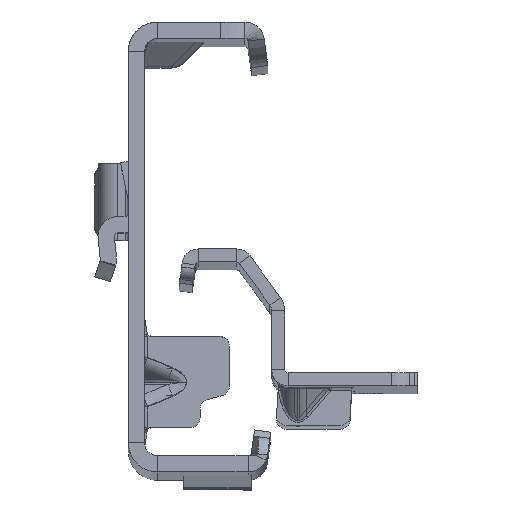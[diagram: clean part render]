
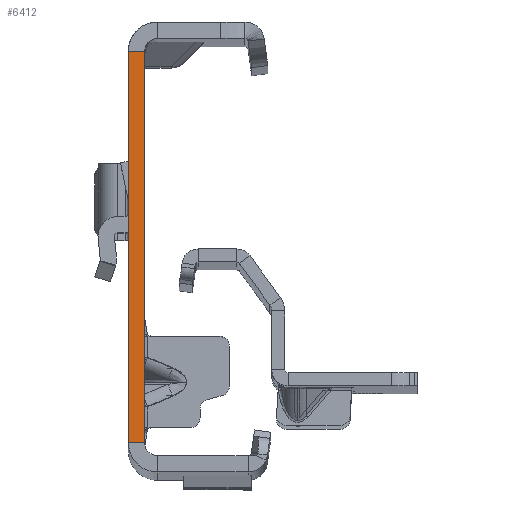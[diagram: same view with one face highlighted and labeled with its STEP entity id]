
A CAD part, top view. The second image highlights one B-rep face of the part: STEP entity #6412.
In plain terms, the highlighted planar face has unit normal (0, 0, 1).
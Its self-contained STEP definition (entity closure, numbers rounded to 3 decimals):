
#95 = DIRECTION ( 'NONE',  ( 1., 0., 0. ) ) ;
#975 = LINE ( 'NONE', #16313, #2483 ) ;
#1155 = ORIENTED_EDGE ( 'NONE', *, *, #6169, .F. ) ;
#1564 = CARTESIAN_POINT ( 'NONE',  ( -2.5, -32., 0. ) ) ;
#1799 = VERTEX_POINT ( 'NONE', #3755 ) ;
#2483 = VECTOR ( 'NONE', #10658, 1000. ) ;
#3617 = VERTEX_POINT ( 'NONE', #8655 ) ;
#3755 = CARTESIAN_POINT ( 'NONE',  ( 0., 30., 0. ) ) ;
#4002 = ORIENTED_EDGE ( 'NONE', *, *, #8169, .T. ) ;
#4015 = DIRECTION ( 'NONE',  ( -1., 0., 0. ) ) ;
#4031 = ORIENTED_EDGE ( 'NONE', *, *, #9299, .T. ) ;
#4914 = VECTOR ( 'NONE', #9578, 1000. ) ;
#6169 = EDGE_CURVE ( 'NONE', #1799, #15647, #975, .T. ) ;
#6341 = VERTEX_POINT ( 'NONE', #17990 ) ;
#6412 = ADVANCED_FACE ( 'NONE', ( #11809 ), #6958, .T. ) ;
#6958 = PLANE ( 'NONE',  #10932 ) ;
#8169 = EDGE_CURVE ( 'NONE', #1799, #3617, #17860, .T. ) ;
#8655 = CARTESIAN_POINT ( 'NONE',  ( -2.5, 30., 0. ) ) ;
#9299 = EDGE_CURVE ( 'NONE', #3617, #6341, #15444, .T. ) ;
#9578 = DIRECTION ( 'NONE',  ( -1., 0., 0. ) ) ;
#9601 = DIRECTION ( 'NONE',  ( 0., -1., 0. ) ) ;
#9880 = CARTESIAN_POINT ( 'NONE',  ( -2.5, -32., 0. ) ) ;
#9958 = DIRECTION ( 'NONE',  ( 0., 0., 1. ) ) ;
#9971 = ORIENTED_EDGE ( 'NONE', *, *, #13085, .F. ) ;
#10658 = DIRECTION ( 'NONE',  ( 0., -1., 0. ) ) ;
#10775 = LINE ( 'NONE', #17782, #4914 ) ;
#10932 = AXIS2_PLACEMENT_3D ( 'NONE', #9880, #9958, #95 ) ;
#11809 = FACE_OUTER_BOUND ( 'NONE', #14970, .T. ) ;
#13085 = EDGE_CURVE ( 'NONE', #15647, #6341, #10775, .T. ) ;
#13759 = CARTESIAN_POINT ( 'NONE',  ( 0., 30., 0. ) ) ;
#14970 = EDGE_LOOP ( 'NONE', ( #1155, #4002, #4031, #9971 ) ) ;
#15368 = VECTOR ( 'NONE', #4015, 1000. ) ;
#15444 = LINE ( 'NONE', #1564, #15691 ) ;
#15647 = VERTEX_POINT ( 'NONE', #15710 ) ;
#15691 = VECTOR ( 'NONE', #9601, 1000. ) ;
#15710 = CARTESIAN_POINT ( 'NONE',  ( 0., -30., 0. ) ) ;
#16313 = CARTESIAN_POINT ( 'NONE',  ( 0., -32., 0. ) ) ;
#17782 = CARTESIAN_POINT ( 'NONE',  ( 0., -30., 0. ) ) ;
#17860 = LINE ( 'NONE', #13759, #15368 ) ;
#17990 = CARTESIAN_POINT ( 'NONE',  ( -2.5, -30., 0. ) ) ;
